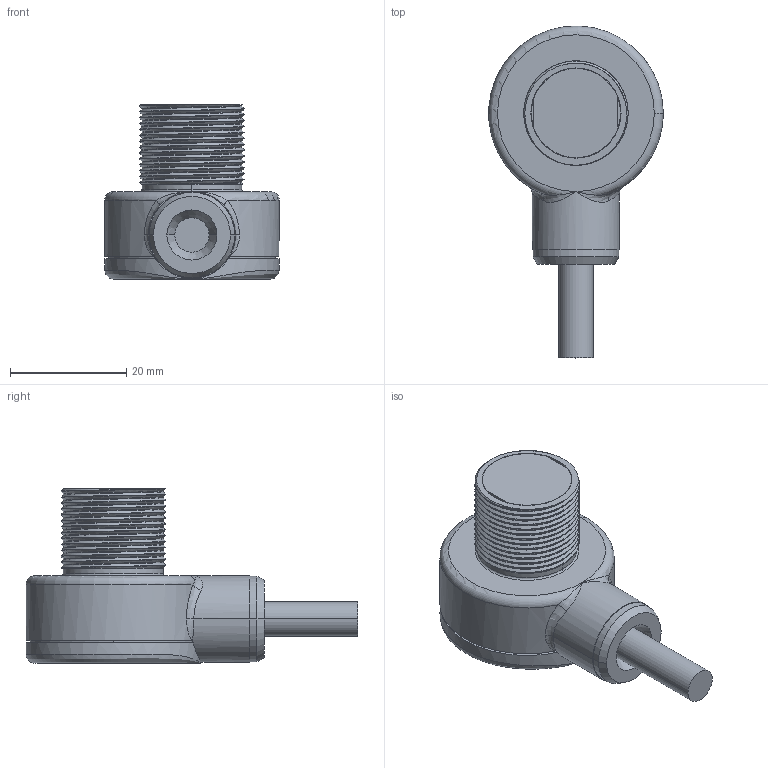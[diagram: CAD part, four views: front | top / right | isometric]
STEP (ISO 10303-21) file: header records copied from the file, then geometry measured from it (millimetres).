
FILE_DESCRIPTION((''),'2;1');
FILE_NAME('155304_SM01_ASM','2025-10-13T14:53:59',('banengservice'),('BANNER ENGINEERING'),'CREO PARAMETRIC BY PTC INC, 2022414','CREO PARAMETRIC BY PTC INC, 2022414','');
FILE_SCHEMA(('CONFIG_CONTROL_DESIGN'));
Length unit declared in the file: millimetre
Products named in the file (3): 155304_EP01; 09460_WEB; 155304_SM01_ASM
Assembly tree (2 placements, depth 2):
  155304_SM01_ASM
    155304_EP01
    09460_WEB
Bounding box: 30.05 x 57.2 x 30.14 mm (x, y, z)
Volume: 17294.3 mm3; surface area: 6257.9 mm2
Topology: 2 solids, 2 shells, 127 faces, 298 edges, 187 vertices
Faces by surface type: cylinder 64, plane 29, bspline 20, cone 8, torus 4, sphere 2
Entity records: 13654 total; most frequent: CARTESIAN_POINT 10829, ORIENTED_EDGE 588, DIRECTION 532, EDGE_CURVE 294, AXIS2_PLACEMENT_3D 216, VERTEX_POINT 187, EDGE_LOOP 143, FACE_OUTER_BOUND 127
